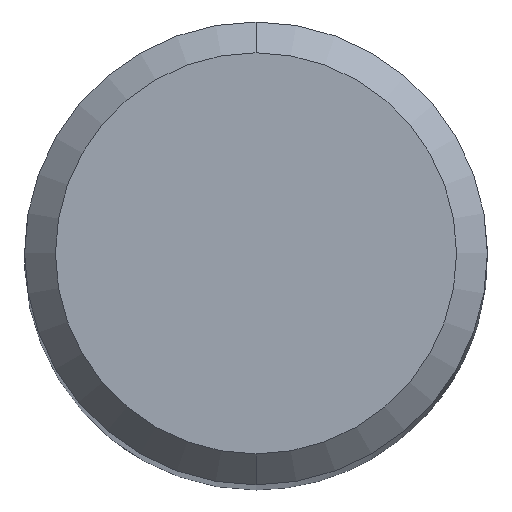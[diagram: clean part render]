
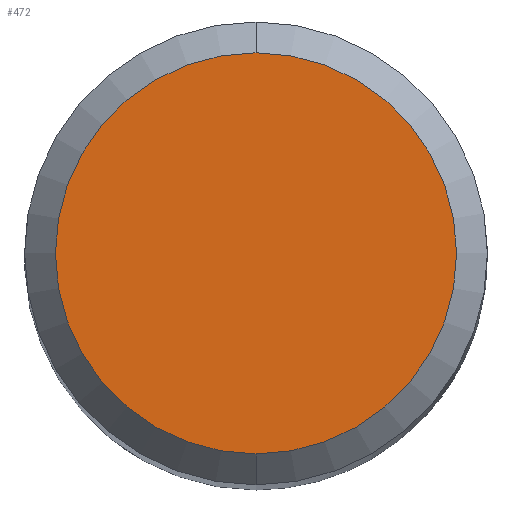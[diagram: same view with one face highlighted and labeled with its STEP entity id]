
A CAD part, top view. The second image highlights one B-rep face of the part: STEP entity #472.
In plain terms, the highlighted planar face has unit normal (0, 0, 1).
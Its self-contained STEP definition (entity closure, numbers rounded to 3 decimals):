
#472=ADVANCED_FACE('',(#1280),#1281,.T.);
#504=VERTEX_POINT('',#1314);
#900=EDGE_CURVE('',#504,#1176,#1744,.T.);
#1036=EDGE_CURVE('',#1176,#504,#1892,.T.);
#1176=VERTEX_POINT('',#2047);
#1280=FACE_OUTER_BOUND('',#2220,.T.);
#1281=PLANE('',#2221);
#1314=CARTESIAN_POINT('',(0.,-2.6,0.0));
#1744=CIRCLE('',#4604,2.6);
#1892=CIRCLE('',#4974,2.6);
#2047=CARTESIAN_POINT('',(0.0,2.6,0.0));
#2220=EDGE_LOOP('',(#5945,#5946));
#2221=AXIS2_PLACEMENT_3D('',#5947,#5948,#5949);
#4604=AXIS2_PLACEMENT_3D('',#6402,#6403,#6404);
#4974=AXIS2_PLACEMENT_3D('',#6551,#6552,#6553);
#5945=ORIENTED_EDGE('',*,*,#1036,.F.);
#5946=ORIENTED_EDGE('',*,*,#900,.F.);
#5947=CARTESIAN_POINT('',(0.0,1.3,0.0));
#5948=DIRECTION('',(-0.0,0.0,1.0));
#5949=DIRECTION('',(0.0,-1.0,0.0));
#6402=CARTESIAN_POINT('',(0.0,0.0,0.0));
#6403=DIRECTION('',(0.0,0.0,-1.0));
#6404=DIRECTION('',(0.0,1.0,0.0));
#6551=CARTESIAN_POINT('',(0.0,0.0,0.0));
#6552=DIRECTION('',(0.0,0.0,-1.0));
#6553=DIRECTION('',(0.0,1.0,0.0));
